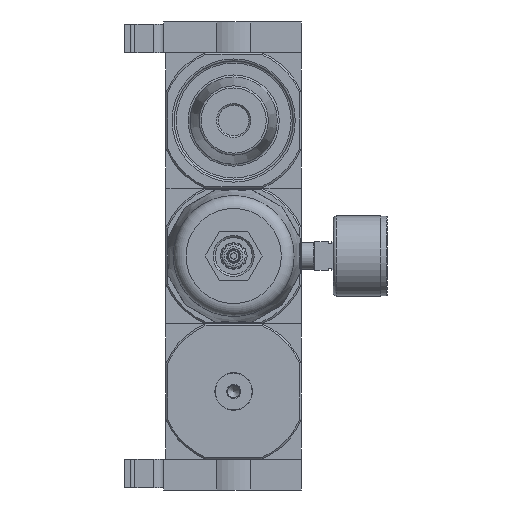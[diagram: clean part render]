
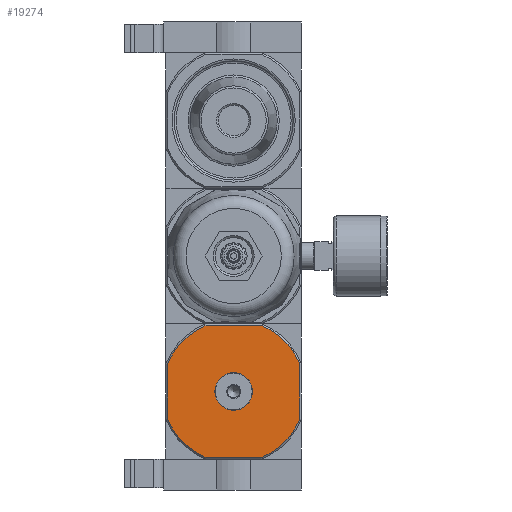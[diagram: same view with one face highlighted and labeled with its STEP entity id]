
A CAD part, front view. The second image highlights one B-rep face of the part: STEP entity #19274.
In plain terms, the highlighted planar face has unit normal (0, -1, 0).
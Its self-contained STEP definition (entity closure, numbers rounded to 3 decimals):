
#2017=CIRCLE('',#27075,6.579);
#2018=CIRCLE('',#27076,34.9);
#2019=CIRCLE('',#27077,34.9);
#2020=CIRCLE('',#27078,34.9);
#2021=CIRCLE('',#27079,34.9);
#6892=ORIENTED_EDGE('',*,*,#9891,.F.);
#6893=ORIENTED_EDGE('',*,*,#9892,.T.);
#6894=ORIENTED_EDGE('',*,*,#9893,.F.);
#6895=ORIENTED_EDGE('',*,*,#9887,.T.);
#6896=ORIENTED_EDGE('',*,*,#9894,.F.);
#6897=ORIENTED_EDGE('',*,*,#9895,.F.);
#6898=ORIENTED_EDGE('',*,*,#9896,.F.);
#6899=ORIENTED_EDGE('',*,*,#9897,.F.);
#6900=ORIENTED_EDGE('',*,*,#9898,.F.);
#9887=EDGE_CURVE('',#11817,#11818,#13138,.T.);
#9891=EDGE_CURVE('',#11821,#11821,#2017,.T.);
#9892=EDGE_CURVE('',#11822,#11823,#13140,.T.);
#9893=EDGE_CURVE('',#11817,#11823,#2018,.T.);
#9894=EDGE_CURVE('',#11824,#11818,#2019,.T.);
#9895=EDGE_CURVE('',#11825,#11824,#13141,.T.);
#9896=EDGE_CURVE('',#11826,#11825,#2020,.T.);
#9897=EDGE_CURVE('',#11827,#11826,#13142,.T.);
#9898=EDGE_CURVE('',#11822,#11827,#2021,.T.);
#11817=VERTEX_POINT('',#39519);
#11818=VERTEX_POINT('',#39520);
#11821=VERTEX_POINT('',#39534);
#11822=VERTEX_POINT('',#39536);
#11823=VERTEX_POINT('',#39537);
#11824=VERTEX_POINT('',#39540);
#11825=VERTEX_POINT('',#39542);
#11826=VERTEX_POINT('',#39544);
#11827=VERTEX_POINT('',#39546);
#13138=LINE('',#39518,#14406);
#13140=LINE('',#39535,#14408);
#13141=LINE('',#39541,#14409);
#13142=LINE('',#39545,#14410);
#14406=VECTOR('',#32429,1000.);
#14408=VECTOR('',#32435,1000.);
#14409=VECTOR('',#32440,1000.);
#14410=VECTOR('',#32443,1000.);
#15842=EDGE_LOOP('',(#6892));
#15843=EDGE_LOOP('',(#6893,#6894,#6895,#6896,#6897,#6898,#6899,#6900));
#17394=FACE_BOUND('',#15842,.T.);
#17395=FACE_BOUND('',#15843,.T.);
#18186=PLANE('',#27074);
#19274=ADVANCED_FACE('',(#17394,#17395),#18186,.F.);
#27074=AXIS2_PLACEMENT_3D('',#39532,#32431,#32432);
#27075=AXIS2_PLACEMENT_3D('',#39533,#32433,#32434);
#27076=AXIS2_PLACEMENT_3D('',#39538,#32436,#32437);
#27077=AXIS2_PLACEMENT_3D('',#39539,#32438,#32439);
#27078=AXIS2_PLACEMENT_3D('',#39543,#32441,#32442);
#27079=AXIS2_PLACEMENT_3D('',#39547,#32444,#32445);
#32429=DIRECTION('',(0.,0.,-1.));
#32431=DIRECTION('',(0.,1.,0.));
#32432=DIRECTION('',(0.,0.,1.));
#32433=DIRECTION('',(0.,-1.,0.));
#32434=DIRECTION('',(0.,0.,-1.));
#32435=DIRECTION('',(-1.,0.,0.));
#32436=DIRECTION('',(0.,1.,0.));
#32437=DIRECTION('',(-1.,0.,0.));
#32438=DIRECTION('',(0.,1.,0.));
#32439=DIRECTION('',(-1.,0.,0.));
#32440=DIRECTION('',(-1.,0.,0.));
#32441=DIRECTION('',(0.,1.,0.));
#32442=DIRECTION('',(-1.,0.,0.));
#32443=DIRECTION('',(0.,0.,-1.));
#32444=DIRECTION('',(0.,1.,0.));
#32445=DIRECTION('',(-1.,0.,0.));
#39518=CARTESIAN_POINT('',(-32.2,-33.,33.));
#39519=CARTESIAN_POINT('',(-32.2,-33.,13.46));
#39520=CARTESIAN_POINT('',(-32.2,-33.,-13.46));
#39532=CARTESIAN_POINT('',(-32.2,-33.,33.));
#39533=CARTESIAN_POINT('',(0.,-33.,0.));
#39534=CARTESIAN_POINT('',(0.,-33.,-6.579));
#39535=CARTESIAN_POINT('',(33.,-33.,32.2));
#39536=CARTESIAN_POINT('',(13.46,-33.,32.2));
#39537=CARTESIAN_POINT('',(-13.46,-33.,32.2));
#39538=CARTESIAN_POINT('',(0.,-33.,0.));
#39539=CARTESIAN_POINT('',(0.,-33.,0.));
#39540=CARTESIAN_POINT('',(-13.46,-33.,-32.2));
#39541=CARTESIAN_POINT('',(33.,-33.,-32.2));
#39542=CARTESIAN_POINT('',(13.46,-33.,-32.2));
#39543=CARTESIAN_POINT('',(0.,-33.,0.));
#39544=CARTESIAN_POINT('',(32.2,-33.,-13.46));
#39545=CARTESIAN_POINT('',(32.2,-33.,33.));
#39546=CARTESIAN_POINT('',(32.2,-33.,13.46));
#39547=CARTESIAN_POINT('',(0.,-33.,0.));
